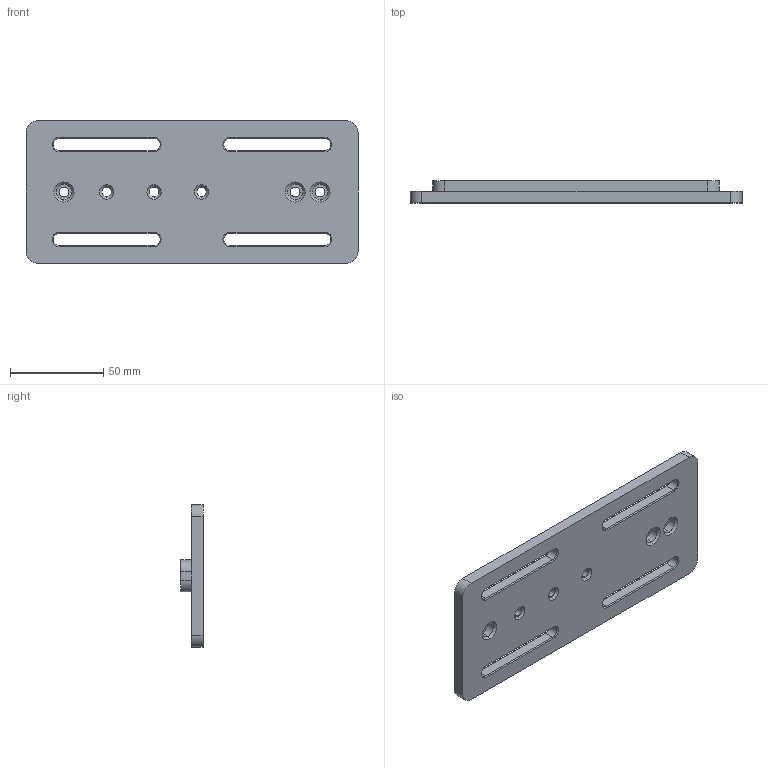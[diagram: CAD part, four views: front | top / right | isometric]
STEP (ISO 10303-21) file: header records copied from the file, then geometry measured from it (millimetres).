
FILE_DESCRIPTION (( 'STEP AP203' ), '1' );
FILE_NAME ('Web Model 59796_Default.step', '2020-04-03T13:20:14', ( '' ), ( '' ), 'SwSTEP 2.0', 'SolidWorks 2018', '' );
FILE_SCHEMA (( 'CONFIG_CONTROL_DESIGN' ));
Length unit declared in the file: inch
Products named in the file (1): Web Model 59796_Default
Bounding box: 177.8 x 11.94 x 76.2 mm (x, y, z)
Volume: 88795.7 mm3; surface area: 32898.9 mm2
Topology: 1 solids, 1 shells, 112 faces, 262 edges, 156 vertices
Faces by surface type: cone 40, plane 38, cylinder 34
Entity records: 3285 total; most frequent: DIRECTION 596, CARTESIAN_POINT 531, ORIENTED_EDGE 524, EDGE_CURVE 262, AXIS2_PLACEMENT_3D 221, VERTEX_POINT 156, VECTOR 154, LINE 154
